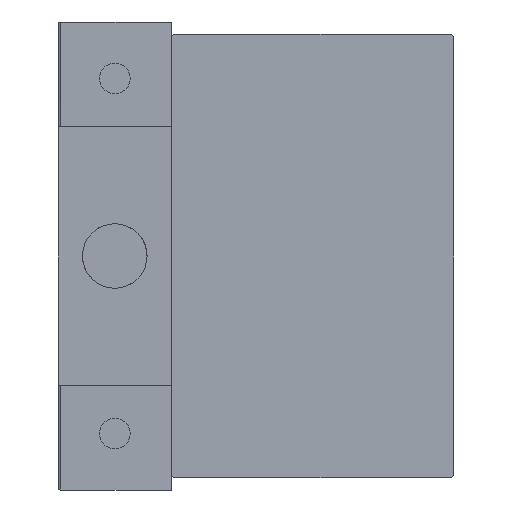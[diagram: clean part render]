
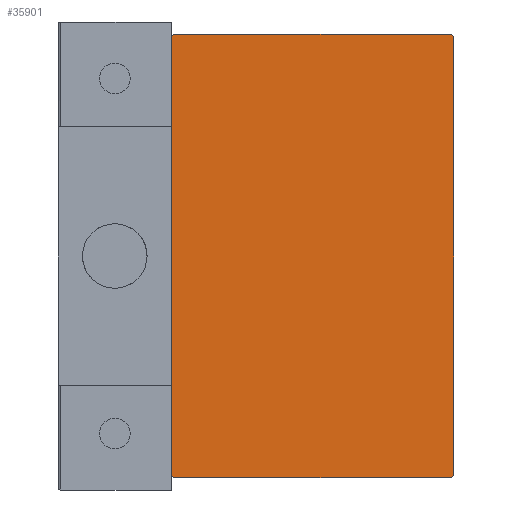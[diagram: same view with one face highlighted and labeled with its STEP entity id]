
A CAD part, left-side view. The second image highlights one B-rep face of the part: STEP entity #35901.
In plain terms, the highlighted face is planar.
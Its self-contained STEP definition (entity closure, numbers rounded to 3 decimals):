
#1376 = FACE_OUTER_BOUND ( 'NONE', #8342, .T. ) ;
#2288 = CARTESIAN_POINT ( 'NONE',  ( 76., -22.35, 22.35 ) ) ;
#3808 = AXIS2_PLACEMENT_3D ( 'NONE', #16879, #48864, #48380 ) ;
#4912 = CARTESIAN_POINT ( 'NONE',  ( 76., 22.35, 22.35 ) ) ;
#5027 = LINE ( 'NONE', #46728, #48783 ) ;
#5773 = DIRECTION ( 'NONE',  ( 0., 0., -1. ) ) ;
#6032 = CARTESIAN_POINT ( 'NONE',  ( 76., -17.5, -27.2 ) ) ;
#8342 = EDGE_LOOP ( 'NONE', ( #34021, #19238, #44026, #11298, #31953, #28769, #36239, #48984 ) ) ;
#8635 = VECTOR ( 'NONE', #29620, 1000. ) ;
#9513 = CARTESIAN_POINT ( 'NONE',  ( 76., -17.2, -27.5 ) ) ;
#9711 = VERTEX_POINT ( 'NONE', #47815 ) ;
#11298 = ORIENTED_EDGE ( 'NONE', *, *, #17949, .T. ) ;
#12931 = CARTESIAN_POINT ( 'NONE',  ( 76., -17.2, 27.5 ) ) ;
#13425 = CARTESIAN_POINT ( 'NONE',  ( 76., -17.5, 27.5 ) ) ;
#15126 = EDGE_CURVE ( 'NONE', #25735, #16748, #15189, .T. ) ;
#15189 = LINE ( 'NONE', #39319, #42179 ) ;
#15370 = LINE ( 'NONE', #43062, #45581 ) ;
#15651 = LINE ( 'NONE', #46646, #33597 ) ;
#16748 = VERTEX_POINT ( 'NONE', #27289 ) ;
#16879 = CARTESIAN_POINT ( 'NONE',  ( 76., 0., 0. ) ) ;
#17567 = DIRECTION ( 'NONE',  ( 0., -0.707, -0.707 ) ) ;
#17630 = PLANE ( 'NONE',  #3808 ) ;
#17949 = EDGE_CURVE ( 'NONE', #9711, #45210, #35158, .T. ) ;
#19238 = ORIENTED_EDGE ( 'NONE', *, *, #44852, .T. ) ;
#20081 = EDGE_CURVE ( 'NONE', #35272, #25735, #15370, .T. ) ;
#20307 = DIRECTION ( 'NONE',  ( 0., 0.707, 0.707 ) ) ;
#21641 = LINE ( 'NONE', #2288, #41922 ) ;
#22821 = VECTOR ( 'NONE', #43806, 1000. ) ;
#23002 = DIRECTION ( 'NONE',  ( 0., 0.707, -0.707 ) ) ;
#25735 = VERTEX_POINT ( 'NONE', #9513 ) ;
#27289 = CARTESIAN_POINT ( 'NONE',  ( 76., 17.2, -27.5 ) ) ;
#27357 = DIRECTION ( 'NONE',  ( 0., 0., 1. ) ) ;
#27727 = VERTEX_POINT ( 'NONE', #36512 ) ;
#28008 = EDGE_CURVE ( 'NONE', #27727, #9711, #15651, .T. ) ;
#28769 = ORIENTED_EDGE ( 'NONE', *, *, #34101, .T. ) ;
#29620 = DIRECTION ( 'NONE',  ( 0., -1., 0. ) ) ;
#31953 = ORIENTED_EDGE ( 'NONE', *, *, #33464, .T. ) ;
#32487 = LINE ( 'NONE', #13425, #47258 ) ;
#33410 = LINE ( 'NONE', #37232, #8635 ) ;
#33464 = EDGE_CURVE ( 'NONE', #45210, #43326, #33410, .T. ) ;
#33597 = VECTOR ( 'NONE', #27357, 1000. ) ;
#34021 = ORIENTED_EDGE ( 'NONE', *, *, #15126, .T. ) ;
#34101 = EDGE_CURVE ( 'NONE', #43326, #43117, #21641, .T. ) ;
#35158 = LINE ( 'NONE', #4912, #22821 ) ;
#35243 = DIRECTION ( 'NONE',  ( 0., 1., 0. ) ) ;
#35272 = VERTEX_POINT ( 'NONE', #6032 ) ;
#35901 = ADVANCED_FACE ( 'NONE', ( #1376 ), #17630, .T. ) ;
#36239 = ORIENTED_EDGE ( 'NONE', *, *, #48137, .T. ) ;
#36512 = CARTESIAN_POINT ( 'NONE',  ( 76., 17.5, -27.2 ) ) ;
#36851 = CARTESIAN_POINT ( 'NONE',  ( 76., -17.5, 27.2 ) ) ;
#37232 = CARTESIAN_POINT ( 'NONE',  ( 76., 17.5, 27.5 ) ) ;
#39319 = CARTESIAN_POINT ( 'NONE',  ( 76., -17.5, -27.5 ) ) ;
#41922 = VECTOR ( 'NONE', #17567, 1000. ) ;
#42179 = VECTOR ( 'NONE', #35243, 1000. ) ;
#43062 = CARTESIAN_POINT ( 'NONE',  ( 76., -22.35, -22.35 ) ) ;
#43117 = VERTEX_POINT ( 'NONE', #36851 ) ;
#43326 = VERTEX_POINT ( 'NONE', #12931 ) ;
#43806 = DIRECTION ( 'NONE',  ( 0., -0.707, 0.707 ) ) ;
#44026 = ORIENTED_EDGE ( 'NONE', *, *, #28008, .T. ) ;
#44852 = EDGE_CURVE ( 'NONE', #16748, #27727, #5027, .T. ) ;
#45210 = VERTEX_POINT ( 'NONE', #47681 ) ;
#45581 = VECTOR ( 'NONE', #23002, 1000. ) ;
#46646 = CARTESIAN_POINT ( 'NONE',  ( 76., 17.5, -27.5 ) ) ;
#46728 = CARTESIAN_POINT ( 'NONE',  ( 76., 22.35, -22.35 ) ) ;
#47258 = VECTOR ( 'NONE', #5773, 1000. ) ;
#47681 = CARTESIAN_POINT ( 'NONE',  ( 76., 17.2, 27.5 ) ) ;
#47815 = CARTESIAN_POINT ( 'NONE',  ( 76., 17.5, 27.2 ) ) ;
#48137 = EDGE_CURVE ( 'NONE', #43117, #35272, #32487, .T. ) ;
#48380 = DIRECTION ( 'NONE',  ( 0., 0., -1. ) ) ;
#48783 = VECTOR ( 'NONE', #20307, 1000. ) ;
#48864 = DIRECTION ( 'NONE',  ( 1., 0., 0. ) ) ;
#48984 = ORIENTED_EDGE ( 'NONE', *, *, #20081, .T. ) ;
